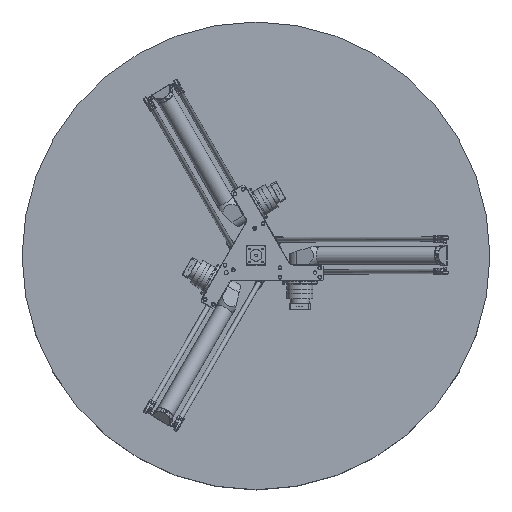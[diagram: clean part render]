
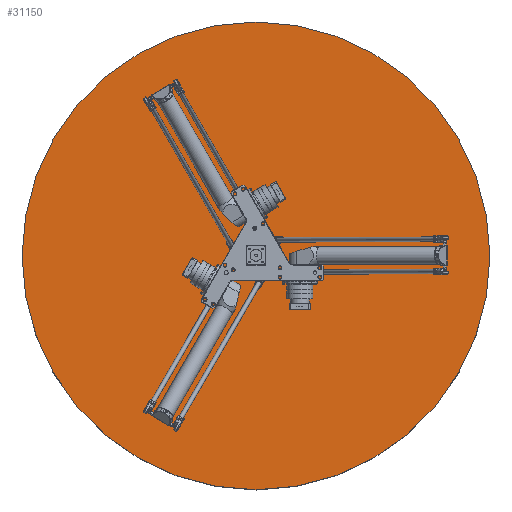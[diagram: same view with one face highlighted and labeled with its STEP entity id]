
A CAD part, top view. The second image highlights one B-rep face of the part: STEP entity #31150.
In plain terms, the highlighted face is planar.
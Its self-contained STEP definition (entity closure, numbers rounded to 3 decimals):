
#2131=PLANE('',#34540);
#4375=FACE_OUTER_BOUND('',#6478,.T.);
#6478=EDGE_LOOP('',(#28123));
#12706=CIRCLE('',#34538,800.);
#15416=VERTEX_POINT('',#63391);
#19652=EDGE_CURVE('',#15416,#15416,#12706,.T.);
#28123=ORIENTED_EDGE('',*,*,#19652,.T.);
#31150=ADVANCED_FACE('',(#4375),#2131,.T.);
#34538=AXIS2_PLACEMENT_3D('',#63392,#42998,#42999);
#34540=AXIS2_PLACEMENT_3D('',#63396,#43003,#43004);
#42998=DIRECTION('center_axis',(0.,1.,0.));
#42999=DIRECTION('ref_axis',(-1.,0.,0.));
#43003=DIRECTION('center_axis',(0.,1.,0.));
#43004=DIRECTION('ref_axis',(0.,0.,1.));
#63391=CARTESIAN_POINT('',(800.,600.,0.));
#63392=CARTESIAN_POINT('Origin',(0.,600.,0.));
#63396=CARTESIAN_POINT('Origin',(-400.,600.,0.));
